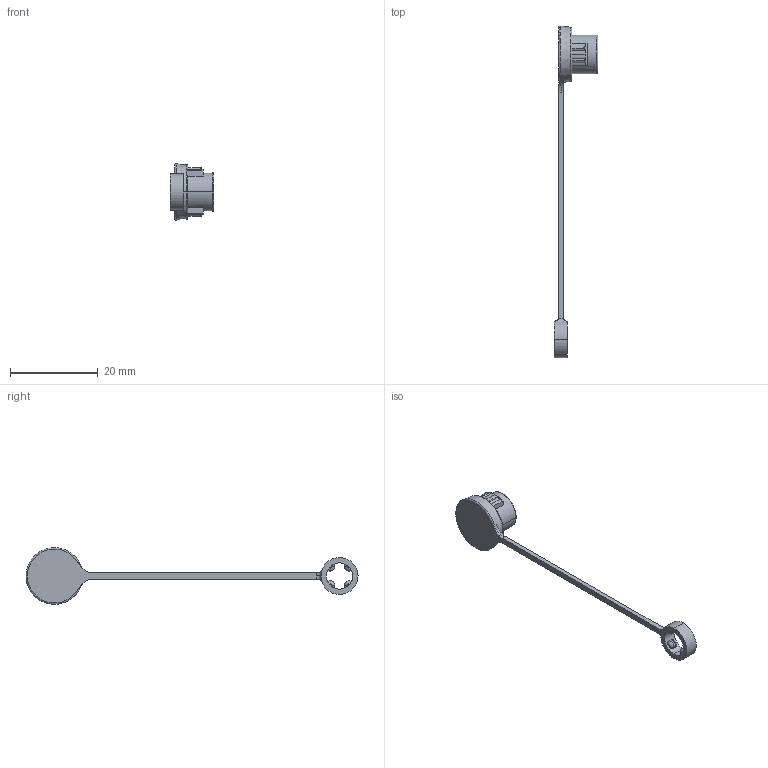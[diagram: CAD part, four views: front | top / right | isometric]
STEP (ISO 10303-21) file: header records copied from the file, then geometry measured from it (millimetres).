
FILE_DESCRIPTION(('CoCreate Modeling STEP Export'),'2;1');
FILE_NAME('HR30-6P-C.stp','2010-09-13T13:13:13',(''),(''),'CoCreate Modeling STEP processor for AP214 (Solid Model)','CoCreate Modeling 17.0 01-Apr-2010 (C) Parametric Technology GmbH','');
FILE_SCHEMA(('AUTOMOTIVE_DESIGN { 1 0 10303 214 1 1 1 1 }'));
Length unit declared in the file: millimetre
Products named in the file (1): HR30-6P-C
Bounding box: 9.9 x 75.66 x 12.92 mm (x, y, z)
Volume: 720.1 mm3; surface area: 1129.2 mm2
Topology: 1 solids, 1 shells, 109 faces, 272 edges, 172 vertices
Faces by surface type: torus 40, cylinder 37, plane 24, cone 4, bspline 4
Entity records: 7805 total; most frequent: CARTESIAN_POINT 5593, ORIENTED_EDGE 544, DIRECTION 350, EDGE_CURVE 272, VERTEX_POINT 172, AXIS2_PLACEMENT_3D 146, EDGE_LOOP 118, FACE_OUTER_BOUND 109
